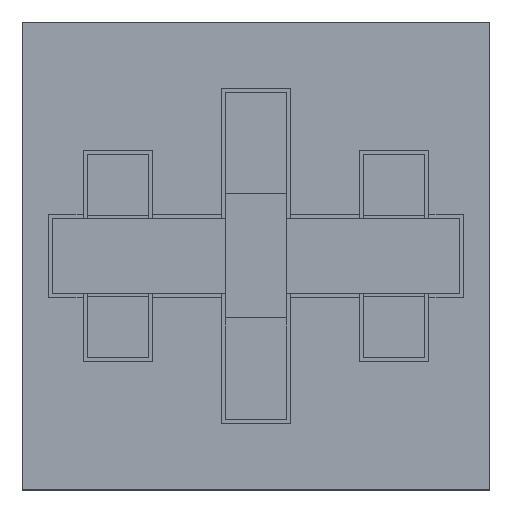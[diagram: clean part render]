
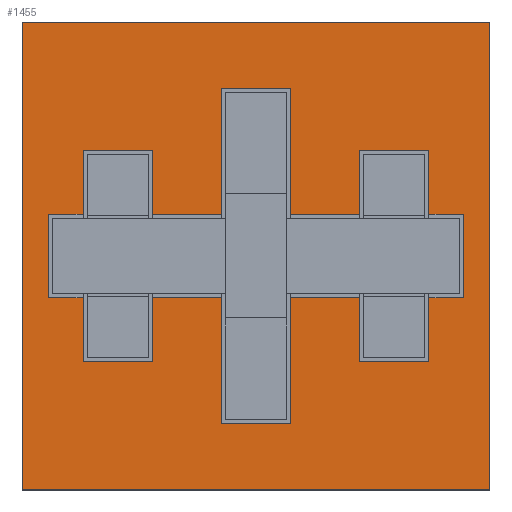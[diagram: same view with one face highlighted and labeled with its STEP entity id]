
A CAD part, top view. The second image highlights one B-rep face of the part: STEP entity #1455.
In plain terms, the highlighted planar face has unit normal (0, 0, 1).
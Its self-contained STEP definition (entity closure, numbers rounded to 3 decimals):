
#23=FACE_BOUND('',#141,.T.);
#61=FACE_OUTER_BOUND('',#140,.T.);
#140=EDGE_LOOP('',(#1111,#1112,#1113,#1114));
#141=EDGE_LOOP('',(#1115,#1116,#1117,#1118,#1119,#1120,#1121,#1122,#1123,
#1124,#1125,#1126,#1127,#1128,#1129,#1130,#1131,#1132,#1133,#1134,#1135,
#1136,#1137,#1138,#1139,#1140,#1141,#1142));
#184=LINE('',#1964,#388);
#192=LINE('',#1980,#396);
#198=LINE('',#1990,#402);
#200=LINE('',#1997,#404);
#208=LINE('',#2013,#412);
#214=LINE('',#2023,#418);
#215=LINE('',#2027,#419);
#220=LINE('',#2036,#424);
#225=LINE('',#2046,#429);
#228=LINE('',#2051,#432);
#229=LINE('',#2054,#433);
#233=LINE('',#2061,#437);
#234=LINE('',#2064,#438);
#240=LINE('',#2077,#444);
#243=LINE('',#2081,#447);
#244=LINE('',#2083,#448);
#247=LINE('',#2091,#451);
#251=LINE('',#2099,#455);
#254=LINE('',#2105,#458);
#257=LINE('',#2111,#461);
#260=LINE('',#2115,#464);
#261=LINE('',#2117,#465);
#265=LINE('',#2125,#469);
#266=LINE('',#2128,#470);
#273=LINE('',#2142,#477);
#276=LINE('',#2147,#480);
#277=LINE('',#2149,#481);
#278=LINE('',#2151,#482);
#281=LINE('',#2159,#485);
#284=LINE('',#2165,#488);
#287=LINE('',#2171,#491);
#290=LINE('',#2175,#494);
#388=VECTOR('',#1599,10.);
#396=VECTOR('',#1611,10.);
#402=VECTOR('',#1619,10.);
#404=VECTOR('',#1625,10.);
#412=VECTOR('',#1637,10.);
#418=VECTOR('',#1645,10.);
#419=VECTOR('',#1650,10.);
#424=VECTOR('',#1657,10.);
#429=VECTOR('',#1666,10.);
#432=VECTOR('',#1671,10.);
#433=VECTOR('',#1674,10.);
#437=VECTOR('',#1678,10.);
#438=VECTOR('',#1681,10.);
#444=VECTOR('',#1689,10.);
#447=VECTOR('',#1692,10.);
#448=VECTOR('',#1695,10.);
#451=VECTOR('',#1702,10.);
#455=VECTOR('',#1706,10.);
#458=VECTOR('',#1711,10.);
#461=VECTOR('',#1716,10.);
#464=VECTOR('',#1719,10.);
#465=VECTOR('',#1722,10.);
#469=VECTOR('',#1730,10.);
#470=VECTOR('',#1733,10.);
#477=VECTOR('',#1746,10.);
#480=VECTOR('',#1751,10.);
#481=VECTOR('',#1754,10.);
#482=VECTOR('',#1757,10.);
#485=VECTOR('',#1762,10.);
#488=VECTOR('',#1767,10.);
#491=VECTOR('',#1772,10.);
#494=VECTOR('',#1777,10.);
#591=VERTEX_POINT('',#1960);
#593=VERTEX_POINT('',#1963);
#599=VERTEX_POINT('',#1979);
#602=VERTEX_POINT('',#1986);
#603=VERTEX_POINT('',#1993);
#605=VERTEX_POINT('',#1996);
#611=VERTEX_POINT('',#2012);
#614=VERTEX_POINT('',#2019);
#615=VERTEX_POINT('',#2026);
#618=VERTEX_POINT('',#2034);
#621=VERTEX_POINT('',#2045);
#622=VERTEX_POINT('',#2049);
#623=VERTEX_POINT('',#2053);
#626=VERTEX_POINT('',#2059);
#627=VERTEX_POINT('',#2063);
#630=VERTEX_POINT('',#2070);
#632=VERTEX_POINT('',#2074);
#633=VERTEX_POINT('',#2076);
#635=VERTEX_POINT('',#2087);
#637=VERTEX_POINT('',#2090);
#640=VERTEX_POINT('',#2096);
#641=VERTEX_POINT('',#2098);
#643=VERTEX_POINT('',#2104);
#645=VERTEX_POINT('',#2110);
#648=VERTEX_POINT('',#2123);
#649=VERTEX_POINT('',#2127);
#653=VERTEX_POINT('',#2141);
#654=VERTEX_POINT('',#2145);
#657=VERTEX_POINT('',#2156);
#658=VERTEX_POINT('',#2158);
#660=VERTEX_POINT('',#2164);
#662=VERTEX_POINT('',#2170);
#728=EDGE_CURVE('',#593,#591,#184,.T.);
#736=EDGE_CURVE('',#599,#593,#192,.T.);
#742=EDGE_CURVE('',#602,#599,#198,.T.);
#744=EDGE_CURVE('',#605,#603,#200,.T.);
#752=EDGE_CURVE('',#611,#605,#208,.T.);
#758=EDGE_CURVE('',#614,#611,#214,.T.);
#759=EDGE_CURVE('',#615,#602,#215,.T.);
#764=EDGE_CURVE('',#591,#618,#220,.T.);
#769=EDGE_CURVE('',#621,#614,#225,.T.);
#772=EDGE_CURVE('',#603,#622,#228,.T.);
#773=EDGE_CURVE('',#623,#621,#229,.T.);
#777=EDGE_CURVE('',#618,#626,#233,.T.);
#778=EDGE_CURVE('',#627,#623,#234,.T.);
#784=EDGE_CURVE('',#633,#632,#240,.T.);
#787=EDGE_CURVE('',#630,#627,#243,.T.);
#788=EDGE_CURVE('',#626,#633,#244,.T.);
#791=EDGE_CURVE('',#637,#635,#247,.T.);
#795=EDGE_CURVE('',#641,#640,#251,.T.);
#798=EDGE_CURVE('',#643,#637,#254,.T.);
#801=EDGE_CURVE('',#645,#615,#257,.T.);
#804=EDGE_CURVE('',#622,#643,#260,.T.);
#805=EDGE_CURVE('',#640,#645,#261,.T.);
#809=EDGE_CURVE('',#635,#648,#265,.T.);
#810=EDGE_CURVE('',#649,#630,#266,.T.);
#817=EDGE_CURVE('',#653,#641,#273,.T.);
#820=EDGE_CURVE('',#632,#654,#276,.T.);
#821=EDGE_CURVE('',#648,#653,#277,.T.);
#822=EDGE_CURVE('',#654,#649,#278,.T.);
#825=EDGE_CURVE('',#658,#657,#281,.T.);
#828=EDGE_CURVE('',#660,#658,#284,.T.);
#831=EDGE_CURVE('',#662,#660,#287,.T.);
#834=EDGE_CURVE('',#657,#662,#290,.T.);
#1111=ORIENTED_EDGE('',*,*,#834,.T.);
#1112=ORIENTED_EDGE('',*,*,#831,.T.);
#1113=ORIENTED_EDGE('',*,*,#828,.T.);
#1114=ORIENTED_EDGE('',*,*,#825,.T.);
#1115=ORIENTED_EDGE('',*,*,#728,.T.);
#1116=ORIENTED_EDGE('',*,*,#764,.T.);
#1117=ORIENTED_EDGE('',*,*,#777,.T.);
#1118=ORIENTED_EDGE('',*,*,#788,.T.);
#1119=ORIENTED_EDGE('',*,*,#784,.T.);
#1120=ORIENTED_EDGE('',*,*,#820,.T.);
#1121=ORIENTED_EDGE('',*,*,#822,.T.);
#1122=ORIENTED_EDGE('',*,*,#810,.T.);
#1123=ORIENTED_EDGE('',*,*,#787,.T.);
#1124=ORIENTED_EDGE('',*,*,#778,.T.);
#1125=ORIENTED_EDGE('',*,*,#773,.T.);
#1126=ORIENTED_EDGE('',*,*,#769,.T.);
#1127=ORIENTED_EDGE('',*,*,#758,.T.);
#1128=ORIENTED_EDGE('',*,*,#752,.T.);
#1129=ORIENTED_EDGE('',*,*,#744,.T.);
#1130=ORIENTED_EDGE('',*,*,#772,.T.);
#1131=ORIENTED_EDGE('',*,*,#804,.T.);
#1132=ORIENTED_EDGE('',*,*,#798,.T.);
#1133=ORIENTED_EDGE('',*,*,#791,.T.);
#1134=ORIENTED_EDGE('',*,*,#809,.T.);
#1135=ORIENTED_EDGE('',*,*,#821,.T.);
#1136=ORIENTED_EDGE('',*,*,#817,.T.);
#1137=ORIENTED_EDGE('',*,*,#795,.T.);
#1138=ORIENTED_EDGE('',*,*,#805,.T.);
#1139=ORIENTED_EDGE('',*,*,#801,.T.);
#1140=ORIENTED_EDGE('',*,*,#759,.T.);
#1141=ORIENTED_EDGE('',*,*,#742,.T.);
#1142=ORIENTED_EDGE('',*,*,#736,.T.);
#1376=PLANE('',#1552);
#1455=ADVANCED_FACE('',(#61,#23),#1376,.T.);
#1552=AXIS2_PLACEMENT_3D('',#2176,#1778,#1779);
#1599=DIRECTION('',(0.,1.,0.));
#1611=DIRECTION('',(-1.,0.,0.));
#1619=DIRECTION('',(0.,-1.,0.));
#1625=DIRECTION('',(0.,-1.,0.));
#1637=DIRECTION('',(1.,0.,0.));
#1645=DIRECTION('',(0.,1.,0.));
#1650=DIRECTION('',(-1.,0.,0.));
#1657=DIRECTION('',(-1.,0.,0.));
#1666=DIRECTION('',(1.,0.,0.));
#1671=DIRECTION('',(1.,0.,0.));
#1674=DIRECTION('',(0.,-1.,0.));
#1678=DIRECTION('',(0.,-1.,0.));
#1681=DIRECTION('',(1.,0.,0.));
#1689=DIRECTION('',(0.,1.,0.));
#1692=DIRECTION('',(0.,1.,0.));
#1695=DIRECTION('',(-1.,0.,0.));
#1702=DIRECTION('',(0.,-1.,0.));
#1706=DIRECTION('',(0.,-1.,0.));
#1711=DIRECTION('',(1.,0.,0.));
#1716=DIRECTION('',(0.,1.,0.));
#1719=DIRECTION('',(0.,1.,0.));
#1722=DIRECTION('',(-1.,0.,0.));
#1730=DIRECTION('',(1.,0.,0.));
#1733=DIRECTION('',(1.,0.,0.));
#1746=DIRECTION('',(-1.,0.,0.));
#1751=DIRECTION('',(-1.,0.,0.));
#1754=DIRECTION('',(0.,-1.,0.));
#1757=DIRECTION('',(0.,1.,0.));
#1762=DIRECTION('',(-1.,0.,0.));
#1767=DIRECTION('',(0.,1.,0.));
#1772=DIRECTION('',(1.,0.,0.));
#1777=DIRECTION('',(0.,-1.,0.));
#1778=DIRECTION('center_axis',(0.,0.,1.));
#1779=DIRECTION('ref_axis',(1.,0.,0.));
#1960=CARTESIAN_POINT('',(98.,94.5,50.));
#1963=CARTESIAN_POINT('',(98.,32.5,50.));
#1964=CARTESIAN_POINT('',(98.,73.75,50.));
#1979=CARTESIAN_POINT('',(132.,32.5,50.));
#1980=CARTESIAN_POINT('',(123.5,32.5,50.));
#1986=CARTESIAN_POINT('',(132.,94.5,50.));
#1990=CARTESIAN_POINT('',(132.,105.75,50.));
#1993=CARTESIAN_POINT('',(132.,135.5,50.));
#1996=CARTESIAN_POINT('',(132.,197.5,50.));
#1997=CARTESIAN_POINT('',(132.,156.25,50.));
#2012=CARTESIAN_POINT('',(98.,197.5,50.));
#2013=CARTESIAN_POINT('',(106.5,197.5,50.));
#2019=CARTESIAN_POINT('',(98.,135.5,50.));
#2023=CARTESIAN_POINT('',(98.,124.25,50.));
#2026=CARTESIAN_POINT('',(166.,94.5,50.));
#2027=CARTESIAN_POINT('',(166.,94.5,50.));
#2034=CARTESIAN_POINT('',(64.,94.5,50.));
#2036=CARTESIAN_POINT('',(166.,94.5,50.));
#2045=CARTESIAN_POINT('',(64.,135.5,50.));
#2046=CARTESIAN_POINT('',(64.,135.5,50.));
#2049=CARTESIAN_POINT('',(166.,135.5,50.));
#2051=CARTESIAN_POINT('',(64.,135.5,50.));
#2053=CARTESIAN_POINT('',(64.,167.,50.));
#2054=CARTESIAN_POINT('',(64.,141.,50.));
#2059=CARTESIAN_POINT('',(64.,63.,50.));
#2061=CARTESIAN_POINT('',(64.,141.,50.));
#2063=CARTESIAN_POINT('',(30.,167.,50.));
#2064=CARTESIAN_POINT('',(72.5,167.,50.));
#2070=CARTESIAN_POINT('',(30.,135.5,50.));
#2074=CARTESIAN_POINT('',(30.,94.5,50.));
#2076=CARTESIAN_POINT('',(30.,63.,50.));
#2077=CARTESIAN_POINT('',(30.,89.,50.));
#2081=CARTESIAN_POINT('',(30.,89.,50.));
#2083=CARTESIAN_POINT('',(89.5,63.,50.));
#2087=CARTESIAN_POINT('',(200.,135.5,50.));
#2090=CARTESIAN_POINT('',(200.,167.,50.));
#2091=CARTESIAN_POINT('',(200.,141.,50.));
#2096=CARTESIAN_POINT('',(200.,63.,50.));
#2098=CARTESIAN_POINT('',(200.,94.5,50.));
#2099=CARTESIAN_POINT('',(200.,141.,50.));
#2104=CARTESIAN_POINT('',(166.,167.,50.));
#2105=CARTESIAN_POINT('',(140.5,167.,50.));
#2110=CARTESIAN_POINT('',(166.,63.,50.));
#2111=CARTESIAN_POINT('',(166.,89.,50.));
#2115=CARTESIAN_POINT('',(166.,89.,50.));
#2117=CARTESIAN_POINT('',(157.5,63.,50.));
#2123=CARTESIAN_POINT('',(217.,135.5,50.));
#2125=CARTESIAN_POINT('',(64.,135.5,50.));
#2127=CARTESIAN_POINT('',(13.,135.5,50.));
#2128=CARTESIAN_POINT('',(64.,135.5,50.));
#2141=CARTESIAN_POINT('',(217.,94.5,50.));
#2142=CARTESIAN_POINT('',(166.,94.5,50.));
#2145=CARTESIAN_POINT('',(13.,94.5,50.));
#2147=CARTESIAN_POINT('',(166.,94.5,50.));
#2149=CARTESIAN_POINT('',(217.,125.25,50.));
#2151=CARTESIAN_POINT('',(13.,104.75,50.));
#2156=CARTESIAN_POINT('',(0.,230.,50.));
#2158=CARTESIAN_POINT('',(230.,230.,50.));
#2159=CARTESIAN_POINT('',(230.,230.,50.));
#2164=CARTESIAN_POINT('',(230.,0.,50.));
#2165=CARTESIAN_POINT('',(230.,0.,50.));
#2170=CARTESIAN_POINT('',(0.,0.,50.));
#2171=CARTESIAN_POINT('',(0.,0.,50.));
#2175=CARTESIAN_POINT('',(0.,230.,50.));
#2176=CARTESIAN_POINT('Origin',(115.,115.,50.));
